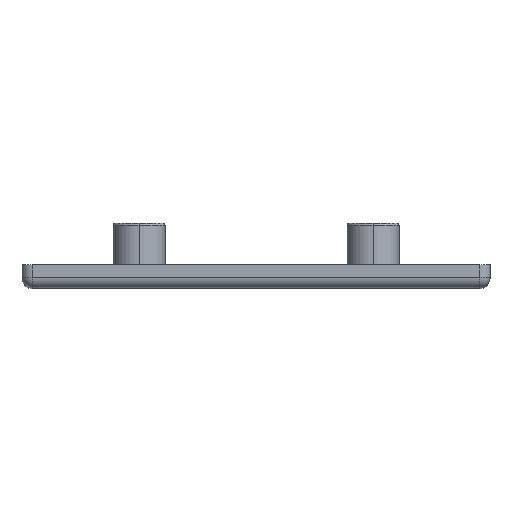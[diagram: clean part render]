
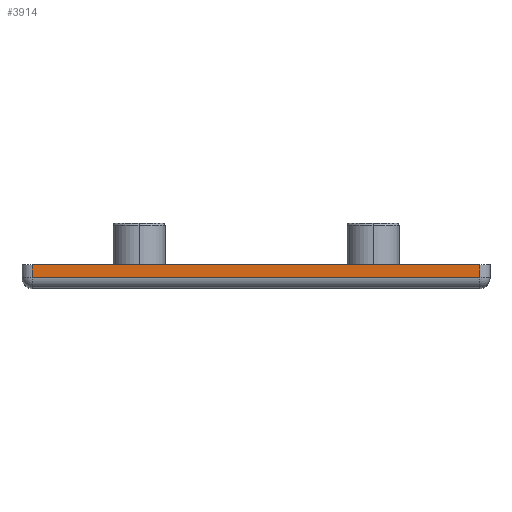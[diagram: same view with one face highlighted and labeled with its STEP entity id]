
A CAD part, top view. The second image highlights one B-rep face of the part: STEP entity #3914.
In plain terms, the highlighted planar face has unit normal (0, 0, 1).
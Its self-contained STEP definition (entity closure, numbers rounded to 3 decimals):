
#212 = VERTEX_POINT ( 'NONE', #2587 ) ;
#252 = LINE ( 'NONE', #2508, #6041 ) ;
#482 = CARTESIAN_POINT ( 'NONE',  ( -43., 2., 45. ) ) ;
#698 = VERTEX_POINT ( 'NONE', #482 ) ;
#880 = DIRECTION ( 'NONE',  ( 0., 0., -1. ) ) ;
#1025 = ORIENTED_EDGE ( 'NONE', *, *, #4798, .T. ) ;
#1060 = DIRECTION ( 'NONE',  ( 1., 0., 0. ) ) ;
#1496 = CARTESIAN_POINT ( 'NONE',  ( 43., 4.5, 45. ) ) ;
#1665 = ORIENTED_EDGE ( 'NONE', *, *, #6648, .T. ) ;
#2508 = CARTESIAN_POINT ( 'NONE',  ( -43., 4.5, 45. ) ) ;
#2523 = AXIS2_PLACEMENT_3D ( 'NONE', #3682, #880, #4805 ) ;
#2587 = CARTESIAN_POINT ( 'NONE',  ( 43., 2., 45. ) ) ;
#2861 = EDGE_CURVE ( 'NONE', #5817, #212, #5455, .T. ) ;
#2954 = CARTESIAN_POINT ( 'NONE',  ( 43., 4.5, 45. ) ) ;
#3029 = CARTESIAN_POINT ( 'NONE',  ( -43., 2., 45. ) ) ;
#3572 = VECTOR ( 'NONE', #1060, 1000. ) ;
#3617 = DIRECTION ( 'NONE',  ( 1., 0., 0. ) ) ;
#3682 = CARTESIAN_POINT ( 'NONE',  ( -43., 4.5, 45. ) ) ;
#3738 = LINE ( 'NONE', #6121, #3572 ) ;
#3881 = VERTEX_POINT ( 'NONE', #4190 ) ;
#3914 = ADVANCED_FACE ( 'NONE', ( #4652 ), #7062, .F. ) ;
#4190 = CARTESIAN_POINT ( 'NONE',  ( -43., 4.5, 45. ) ) ;
#4230 = VECTOR ( 'NONE', #3617, 1000. ) ;
#4446 = EDGE_LOOP ( 'NONE', ( #1025, #1665, #4547, #7167 ) ) ;
#4547 = ORIENTED_EDGE ( 'NONE', *, *, #2861, .F. ) ;
#4652 = FACE_OUTER_BOUND ( 'NONE', #4446, .T. ) ;
#4798 = EDGE_CURVE ( 'NONE', #3881, #698, #252, .T. ) ;
#4805 = DIRECTION ( 'NONE',  ( -1., 0., 0. ) ) ;
#5455 = LINE ( 'NONE', #1496, #7145 ) ;
#5745 = EDGE_CURVE ( 'NONE', #3881, #5817, #3738, .T. ) ;
#5817 = VERTEX_POINT ( 'NONE', #2954 ) ;
#5878 = DIRECTION ( 'NONE',  ( 0., -1., 0. ) ) ;
#6041 = VECTOR ( 'NONE', #5878, 1000. ) ;
#6121 = CARTESIAN_POINT ( 'NONE',  ( -43., 4.5, 45. ) ) ;
#6648 = EDGE_CURVE ( 'NONE', #698, #212, #7234, .T. ) ;
#7062 = PLANE ( 'NONE',  #2523 ) ;
#7104 = DIRECTION ( 'NONE',  ( 0., -1., 0. ) ) ;
#7145 = VECTOR ( 'NONE', #7104, 1000. ) ;
#7167 = ORIENTED_EDGE ( 'NONE', *, *, #5745, .F. ) ;
#7234 = LINE ( 'NONE', #3029, #4230 ) ;
